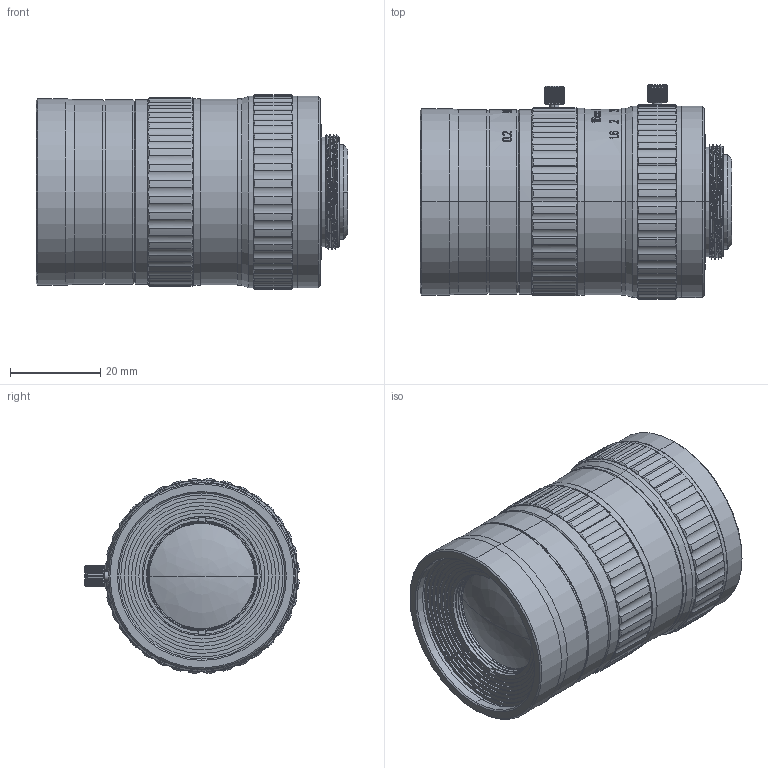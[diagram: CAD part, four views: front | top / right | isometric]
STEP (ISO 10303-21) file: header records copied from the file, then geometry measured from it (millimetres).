
FILE_DESCRIPTION (( 'STEP AP203' ), '1' );
FILE_NAME ('600009.STEP', '2021-08-06T06:16:39', ( '' ), ( '' ), 'SwSTEP 2.0', 'SolidWorks 2020', '' );
FILE_SCHEMA (( 'CONFIG_CONTROL_DESIGN' ));
Length unit declared in the file: millimetre
Products named in the file (1): 600009
Bounding box: 69.21 x 47.62 x 43.25 mm (x, y, z)
Surface area: 22329 mm2 (no closed solid volume)
Topology: 0 solids, 12 shells, 1855 faces, 5058 edges, 3340 vertices
Faces by surface type: bspline 713, plane 515, cylinder 430, cone 197
Entity records: 77944 total; most frequent: CARTESIAN_POINT 35814, ORIENTED_EDGE 10100, DIRECTION 6560, EDGE_CURVE 5052, VERTEX_POINT 3340, AXIS2_PLACEMENT_3D 2308, EDGE_LOOP 1990, LINE 1944
